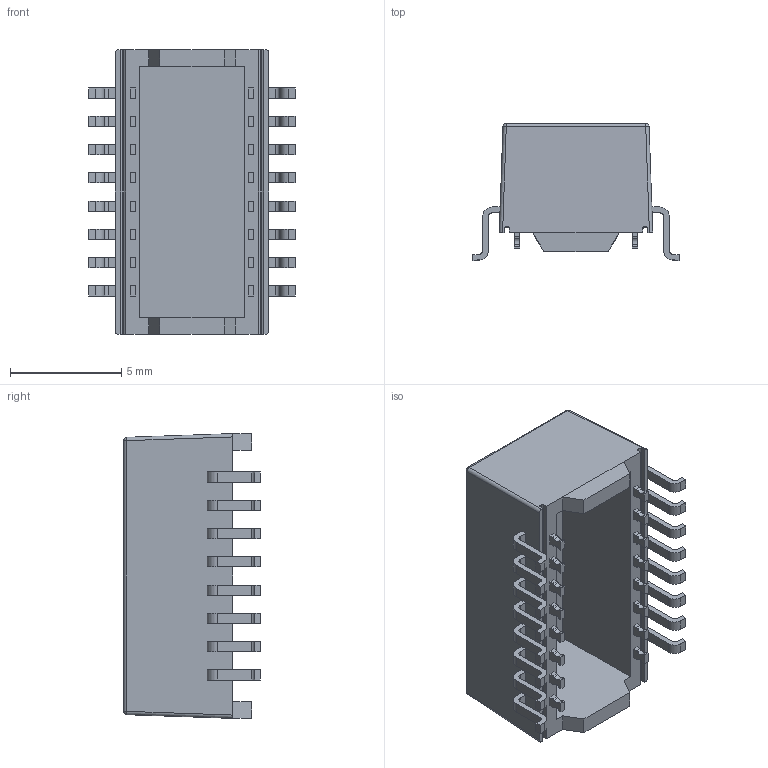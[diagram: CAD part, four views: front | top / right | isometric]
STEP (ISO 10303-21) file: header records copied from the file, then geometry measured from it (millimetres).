
FILE_DESCRIPTION (( 'STEP AP214' ), '1' );
FILE_NAME ('SM13126PEL.STEP', '2026-01-09T06:49:00', ( 'LENOVO' ), ( '' ), 'SwSTEP 2.0', 'SolidWorks 2021', '' );
FILE_SCHEMA (( 'AUTOMOTIVE_DESIGN' ));
Length unit declared in the file: millimetre
Products named in the file (1): SM13126PEL
Bounding box: 9.3 x 6.15 x 12.8 mm (x, y, z)
Volume: 197.6 mm3; surface area: 610.7 mm2
Topology: 34 solids, 34 shells, 515 faces, 1322 edges, 876 vertices
Faces by surface type: plane 319, cylinder 192, sphere 4
Entity records: 15971 total; most frequent: CARTESIAN_POINT 2750, DIRECTION 2714, ORIENTED_EDGE 2644, EDGE_CURVE 1322, VECTOR 938, LINE 938, AXIS2_PLACEMENT_3D 888, VERTEX_POINT 876
